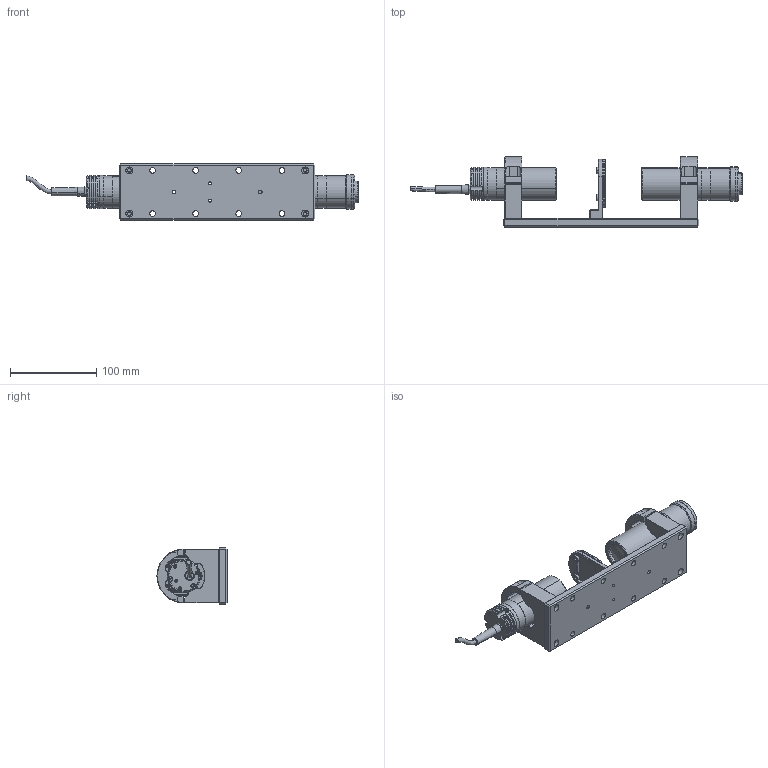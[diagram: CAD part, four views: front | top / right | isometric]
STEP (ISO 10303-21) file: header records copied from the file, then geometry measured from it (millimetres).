
FILE_DESCRIPTION (( 'STEP AP214' ), '1' );
FILE_NAME ('TCBENCH016.STEP', '2014-05-30T14:46:08', ( '' ), ( '' ), 'SwSTEP 2.0', 'SolidWorks 2013', '' );
FILE_SCHEMA (( 'AUTOMOTIVE_DESIGN' ));
Length unit declared in the file: millimetre
Products named in the file (1): TCBENCH016
Bounding box: 385.09 x 81.26 x 65.53 mm (x, y, z)
Surface area: 114864.8 mm2 (no closed solid volume)
Topology: 0 solids, 46 shells, 631 faces, 1795 edges, 1216 vertices
Faces by surface type: plane 300, cylinder 208, cone 105, bspline 18
Entity records: 34227 total; most frequent: CARTESIAN_POINT 10873, DIRECTION 3431, ORIENTED_EDGE 3116, EDGE_CURVE 1795, AXIS2_PLACEMENT_3D 1223, VERTEX_POINT 1216, LINE 985, VECTOR 985
